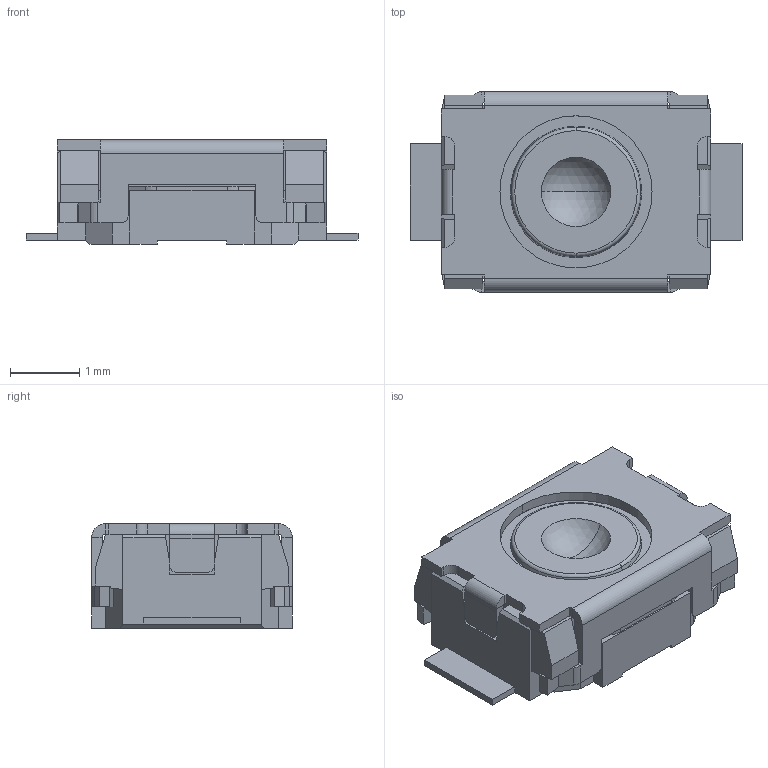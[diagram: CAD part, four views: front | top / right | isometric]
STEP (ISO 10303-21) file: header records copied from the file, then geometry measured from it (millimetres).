
FILE_DESCRIPTION (( 'STEP AP214' ), '1' );
FILE_NAME ('SKRKAG.STEP', '2010-12-02T07:45:15', ( '' ), ( '' ), 'SwSTEP 2.0', 'SolidWorks 2007', '' );
FILE_SCHEMA (( 'AUTOMOTIVE_DESIGN' ));
Length unit declared in the file: millimetre
Products named in the file (1): SKRKAG
Bounding box: 4.8 x 2.9 x 1.51 mm (x, y, z)
Volume: 14.7 mm3; surface area: 61.8 mm2
Topology: 1 solids, 1 shells, 280 faces, 754 edges, 463 vertices
Faces by surface type: plane 232, cylinder 42, cone 2, torus 2, sphere 2
Entity records: 11647 total; most frequent: CARTESIAN_POINT 1534, ORIENTED_EDGE 1508, DIRECTION 1390, EDGE_CURVE 754, VECTOR 656, LINE 656, VERTEX_POINT 463, AXIS2_PLACEMENT_3D 367
